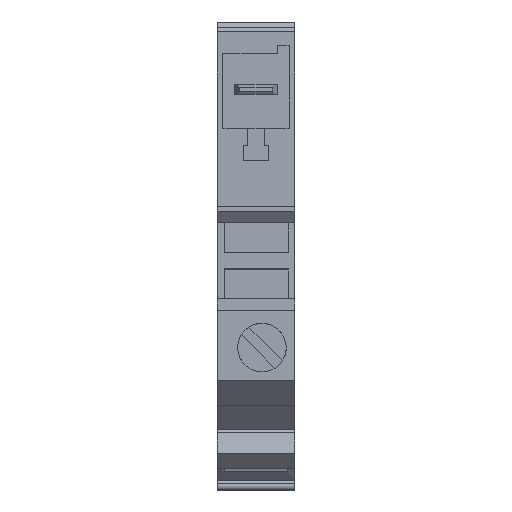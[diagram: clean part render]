
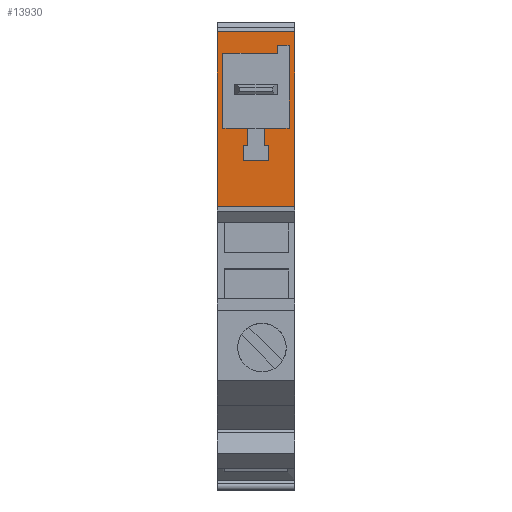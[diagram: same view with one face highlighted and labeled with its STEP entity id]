
A CAD part, top view. The second image highlights one B-rep face of the part: STEP entity #13930.
In plain terms, the highlighted face is planar.
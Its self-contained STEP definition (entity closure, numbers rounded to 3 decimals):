
#6190=CARTESIAN_POINT('',(54.54,20.372,
-10.15));
#6200=VERTEX_POINT('',#6190);
#6370=CARTESIAN_POINT('',(54.54,20.372,
-2.));
#6380=VERTEX_POINT('',#6370);
#6410=CARTESIAN_POINT('',(54.54,20.372,0.));
#6420=DIRECTION('',(0.,0.,-1.));
#6430=VECTOR('',#6420,1.);
#6440=LINE('',#6410,#6430);
#6450=EDGE_CURVE('',#6380,#6200,#6440,.T.);
#12530=CARTESIAN_POINT('',(46.517,20.372,
-4.9));
#12540=DIRECTION('',(0.,1.,0.));
#12550=DIRECTION('',(1.,0.,0.));
#12560=AXIS2_PLACEMENT_3D('',#12530,#12540,#12550);
#12570=PLANE('',#12560);
#12580=CARTESIAN_POINT('',(36.217,20.372,0.));
#12590=DIRECTION('',(0.,0.,-1.));
#12600=VECTOR('',#12590,1.);
#12610=LINE('',#12580,#12600);
#12620=CARTESIAN_POINT('',(36.217,20.372,
-2.));
#12630=VERTEX_POINT('',#12620);
#12640=CARTESIAN_POINT('',(36.217,20.372,
-10.15));
#12650=VERTEX_POINT('',#12640);
#12660=EDGE_CURVE('',#12630,#12650,#12610,.T.);
#12670=ORIENTED_EDGE('',*,*,#12660,.F.);
#12680=CARTESIAN_POINT('',(0.,20.372,-10.15));
#12690=DIRECTION('',(-1.,0.,0.));
#12700=VECTOR('',#12690,1.);
#12710=LINE('',#12680,#12700);
#12720=EDGE_CURVE('',#6200,#12650,#12710,.T.);
#12730=ORIENTED_EDGE('',*,*,#12720,.T.);
#12740=ORIENTED_EDGE('',*,*,#6450,.T.);
#12750=CARTESIAN_POINT('',(-3.2,20.372,
-2.));
#12760=DIRECTION('',(1.,0.,0.));
#12770=VECTOR('',#12760,1.);
#12780=LINE('',#12750,#12770);
#12790=EDGE_CURVE('',#12630,#6380,#12780,.T.);
#12800=ORIENTED_EDGE('',*,*,#12790,.T.);
#12810=EDGE_LOOP('',(#12800,#12740,#12730,#12670));
#12820=FACE_OUTER_BOUND('',#12810,.T.);
#12830=CARTESIAN_POINT('',(41.067,20.372,0.));
#12840=DIRECTION('',(0.,0.,-1.));
#12850=VECTOR('',#12840,1.);
#12860=LINE('',#12830,#12850);
#12870=CARTESIAN_POINT('',(41.067,20.372,
-4.725));
#12880=VERTEX_POINT('',#12870);
#12890=CARTESIAN_POINT('',(41.067,20.372,
-7.425));
#12900=VERTEX_POINT('',#12890);
#12910=EDGE_CURVE('',#12880,#12900,#12860,.T.);
#12920=ORIENTED_EDGE('',*,*,#12910,.T.);
#12930=CARTESIAN_POINT('',(0.,20.372,-4.725));
#12940=DIRECTION('',(1.,0.,0.));
#12950=VECTOR('',#12940,1.);
#12960=LINE('',#12930,#12950);
#12970=CARTESIAN_POINT('',(42.617,20.372,
-4.725));
#12980=VERTEX_POINT('',#12970);
#12990=EDGE_CURVE('',#12880,#12980,#12960,.T.);
#13000=ORIENTED_EDGE('',*,*,#12990,.F.);
#13010=CARTESIAN_POINT('',(42.617,20.372,0.));
#13020=DIRECTION('',(0.,0.,1.));
#13030=VECTOR('',#13020,1.);
#13040=LINE('',#13010,#13030);
#13050=CARTESIAN_POINT('',(42.617,20.372,
-5.225));
#13060=VERTEX_POINT('',#13050);
#13070=EDGE_CURVE('',#13060,#12980,#13040,.T.);
#13080=ORIENTED_EDGE('',*,*,#13070,.T.);
#13090=CARTESIAN_POINT('',(0.,20.372,-5.225));
#13100=DIRECTION('',(-1.,0.,0.));
#13110=VECTOR('',#13100,1.);
#13120=LINE('',#13090,#13110);
#13130=CARTESIAN_POINT('',(44.417,20.372,
-5.225));
#13140=VERTEX_POINT('',#13130);
#13150=EDGE_CURVE('',#13140,#13060,#13120,.T.);
#13160=ORIENTED_EDGE('',*,*,#13150,.T.);
#13170=CARTESIAN_POINT('',(44.417,20.372,0.));
#13180=DIRECTION('',(0.,0.,1.));
#13190=VECTOR('',#13180,1.);
#13200=LINE('',#13170,#13190);
#13210=CARTESIAN_POINT('',(44.417,20.372,
-2.6));
#13220=VERTEX_POINT('',#13210);
#13230=EDGE_CURVE('',#13140,#13220,#13200,.T.);
#13240=ORIENTED_EDGE('',*,*,#13230,.F.);
#13250=CARTESIAN_POINT('',(0.,20.372,-2.6));
#13260=DIRECTION('',(1.,0.,0.));
#13270=VECTOR('',#13260,1.);
#13280=LINE('',#13250,#13270);
#13290=CARTESIAN_POINT('',(53.117,20.372,
-2.6));
#13300=VERTEX_POINT('',#13290);
#13310=EDGE_CURVE('',#13220,#13300,#13280,.T.);
#13320=ORIENTED_EDGE('',*,*,#13310,.F.);
#13330=CARTESIAN_POINT('',(53.117,20.372,0.));
#13340=DIRECTION('',(0.,0.,1.));
#13350=VECTOR('',#13340,1.);
#13360=LINE('',#13330,#13350);
#13370=CARTESIAN_POINT('',(53.117,20.372,
-3.85));
#13380=VERTEX_POINT('',#13370);
#13390=EDGE_CURVE('',#13380,#13300,#13360,.T.);
#13400=ORIENTED_EDGE('',*,*,#13390,.T.);
#13410=CARTESIAN_POINT('',(0.,20.372,-3.85));
#13420=DIRECTION('',(1.,0.,0.));
#13430=VECTOR('',#13420,1.);
#13440=LINE('',#13410,#13430);
#13450=CARTESIAN_POINT('',(52.317,20.372,
-3.85));
#13460=VERTEX_POINT('',#13450);
#13470=EDGE_CURVE('',#13460,#13380,#13440,.T.);
#13480=ORIENTED_EDGE('',*,*,#13470,.T.);
#13490=CARTESIAN_POINT('',(52.317,20.372,0.));
#13500=DIRECTION('',(0.,0.,1.));
#13510=VECTOR('',#13500,1.);
#13520=LINE('',#13490,#13510);
#13530=CARTESIAN_POINT('',(52.317,20.372,
-9.55));
#13540=VERTEX_POINT('',#13530);
#13550=EDGE_CURVE('',#13540,#13460,#13520,.T.);
#13560=ORIENTED_EDGE('',*,*,#13550,.T.);
#13570=CARTESIAN_POINT('',(0.,20.372,-9.55));
#13580=DIRECTION('',(1.,0.,0.));
#13590=VECTOR('',#13580,1.);
#13600=LINE('',#13570,#13590);
#13610=CARTESIAN_POINT('',(44.417,20.372,
-9.55));
#13620=VERTEX_POINT('',#13610);
#13630=EDGE_CURVE('',#13620,#13540,#13600,.T.);
#13640=ORIENTED_EDGE('',*,*,#13630,.T.);
#13650=CARTESIAN_POINT('',(44.417,20.372,
-6.925));
#13660=VERTEX_POINT('',#13650);
#13670=EDGE_CURVE('',#13620,#13660,#13200,.T.);
#13680=ORIENTED_EDGE('',*,*,#13670,.F.);
#13690=CARTESIAN_POINT('',(0.,20.372,-6.925));
#13700=DIRECTION('',(-1.,0.,0.));
#13710=VECTOR('',#13700,1.);
#13720=LINE('',#13690,#13710);
#13730=CARTESIAN_POINT('',(42.617,20.372,
-6.925));
#13740=VERTEX_POINT('',#13730);
#13750=EDGE_CURVE('',#13660,#13740,#13720,.T.);
#13760=ORIENTED_EDGE('',*,*,#13750,.F.);
#13770=CARTESIAN_POINT('',(42.617,20.372,0.));
#13780=DIRECTION('',(0.,0.,1.));
#13790=VECTOR('',#13780,1.);
#13800=LINE('',#13770,#13790);
#13810=CARTESIAN_POINT('',(42.617,20.372,
-7.425));
#13820=VERTEX_POINT('',#13810);
#13830=EDGE_CURVE('',#13820,#13740,#13800,.T.);
#13840=ORIENTED_EDGE('',*,*,#13830,.T.);
#13850=CARTESIAN_POINT('',(0.,20.372,-7.425));
#13860=DIRECTION('',(1.,0.,0.));
#13870=VECTOR('',#13860,1.);
#13880=LINE('',#13850,#13870);
#13890=EDGE_CURVE('',#12900,#13820,#13880,.T.);
#13900=ORIENTED_EDGE('',*,*,#13890,.T.);
#13910=EDGE_LOOP('',(#13900,#13840,#13760,#13680,#13640,#13560,#13480,
#13400,#13320,#13240,#13160,#13080,#13000,#12920));
#13920=FACE_BOUND('',#13910,.T.);
#13930=ADVANCED_FACE('',(#12820,#13920),#12570,.T.);
